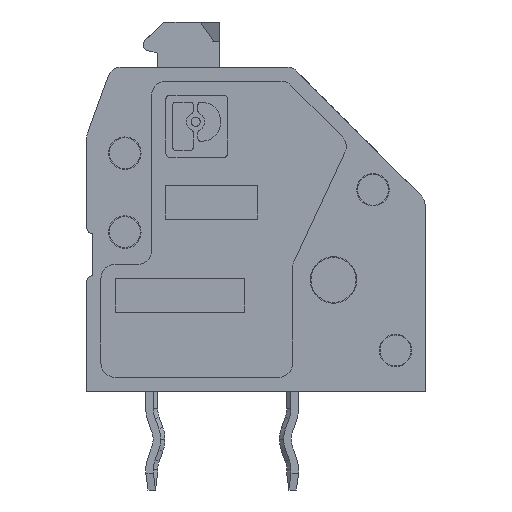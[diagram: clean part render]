
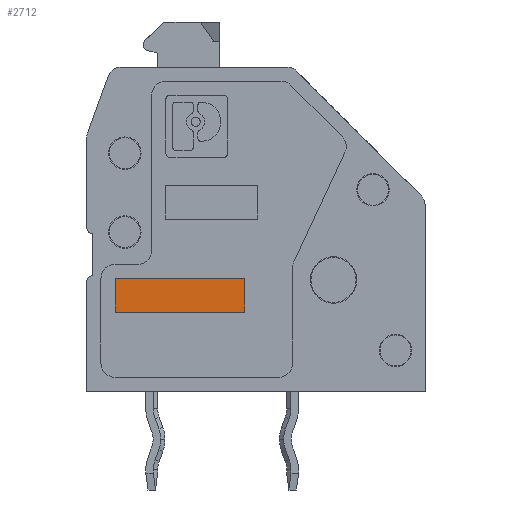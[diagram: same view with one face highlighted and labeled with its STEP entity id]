
A CAD part, left-side view. The second image highlights one B-rep face of the part: STEP entity #2712.
In plain terms, the highlighted planar face has unit normal (-1, 0, 0).
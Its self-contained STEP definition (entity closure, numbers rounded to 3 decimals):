
#2712=ADVANCED_FACE('',(#6735),#6736,.T.);
#6735=FACE_OUTER_BOUND('',#12224,.T.);
#6736=PLANE('',#12225);
#12224=EDGE_LOOP('',(#20208,#20209,#20210,#20211));
#12225=AXIS2_PLACEMENT_3D('',#20212,#20213,#20214);
#20208=ORIENTED_EDGE('',*,*,#34065,.T.);
#20209=ORIENTED_EDGE('',*,*,#34066,.T.);
#20210=ORIENTED_EDGE('',*,*,#34067,.T.);
#20211=ORIENTED_EDGE('',*,*,#34068,.T.);
#20212=CARTESIAN_POINT('',(-1.43,8.1,5.75));
#20213=DIRECTION('',(-1.0,0.0,0.0));
#20214=DIRECTION('',(0.0,0.0,1.0));
#34065=EDGE_CURVE('',#41122,#41123,#41124,.F.);
#34066=EDGE_CURVE('',#41123,#41125,#41126,.F.);
#34067=EDGE_CURVE('',#41125,#41127,#41128,.F.);
#34068=EDGE_CURVE('',#41127,#41122,#41129,.F.);
#41122=VERTEX_POINT('',#51286);
#41123=VERTEX_POINT('',#51287);
#41124=LINE('',#51288,#51289);
#41125=VERTEX_POINT('',#51290);
#41126=LINE('',#51291,#51292);
#41127=VERTEX_POINT('',#51293);
#41128=LINE('',#51294,#51295);
#41129=LINE('',#51296,#51297);
#51286=CARTESIAN_POINT('',(-1.43,11.,4.));
#51287=CARTESIAN_POINT('',(-1.43,11.,2.81));
#51288=CARTESIAN_POINT('',(-1.43,11.,4.28));
#51289=VECTOR('',#64714,1.0);
#51290=CARTESIAN_POINT('',(-1.43,6.408,2.81));
#51291=CARTESIAN_POINT('',(-1.43,7.254,2.81));
#51292=VECTOR('',#64715,1.0);
#51293=CARTESIAN_POINT('',(-1.43,6.408,4.));
#51294=CARTESIAN_POINT('',(-1.43,6.408,4.875));
#51295=VECTOR('',#64716,1.0);
#51296=CARTESIAN_POINT('',(-1.43,9.55,4.));
#51297=VECTOR('',#64717,1.0);
#64714=DIRECTION('',(0.0,0.0,1.0));
#64715=DIRECTION('',(0.0,1.0,0.0));
#64716=DIRECTION('',(0.0,0.0,-1.0));
#64717=DIRECTION('',(0.0,-1.0,0.0));
